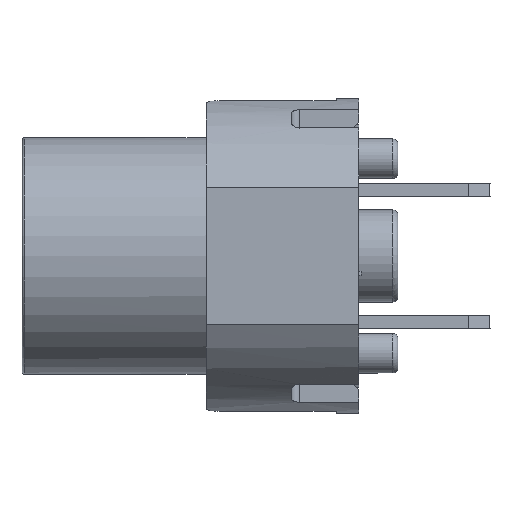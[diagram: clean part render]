
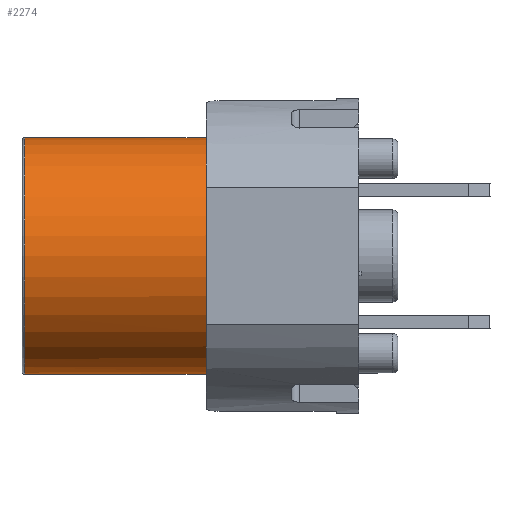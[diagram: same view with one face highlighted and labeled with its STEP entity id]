
A CAD part, left-side view. The second image highlights one B-rep face of the part: STEP entity #2274.
In plain terms, the highlighted cylindrical face has radius 4.5 mm (diameter 9 mm), a full revolution.
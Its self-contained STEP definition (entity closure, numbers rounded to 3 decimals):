
#140=CIRCLE('',#2425,4.5);
#141=CIRCLE('',#2426,4.5);
#142=CIRCLE('',#2427,4.5);
#143=CIRCLE('',#2428,4.5);
#144=CIRCLE('',#2429,4.5);
#298=ORIENTED_EDGE('',*,*,#984,.T.);
#299=ORIENTED_EDGE('',*,*,#985,.T.);
#300=ORIENTED_EDGE('',*,*,#986,.T.);
#301=ORIENTED_EDGE('',*,*,#987,.T.);
#302=ORIENTED_EDGE('',*,*,#988,.T.);
#984=EDGE_CURVE('',#1326,#1327,#140,.T.);
#985=EDGE_CURVE('',#1327,#1328,#141,.T.);
#986=EDGE_CURVE('',#1328,#1329,#142,.T.);
#987=EDGE_CURVE('',#1329,#1326,#143,.T.);
#988=EDGE_CURVE('',#1330,#1330,#144,.T.);
#1326=VERTEX_POINT('',#3434);
#1327=VERTEX_POINT('',#3435);
#1328=VERTEX_POINT('',#3437);
#1329=VERTEX_POINT('',#3439);
#1330=VERTEX_POINT('',#3442);
#1953=EDGE_LOOP('',(#298,#299,#300,#301));
#1954=EDGE_LOOP('',(#302));
#2100=FACE_BOUND('',#1953,.T.);
#2101=FACE_BOUND('',#1954,.T.);
#2246=CYLINDRICAL_SURFACE('',#2424,4.5);
#2274=ADVANCED_FACE('',(#2100,#2101),#2246,.T.);
#2424=AXIS2_PLACEMENT_3D('',#3432,#2667,#2668);
#2425=AXIS2_PLACEMENT_3D('',#3433,#2669,#2670);
#2426=AXIS2_PLACEMENT_3D('',#3436,#2671,#2672);
#2427=AXIS2_PLACEMENT_3D('',#3438,#2673,#2674);
#2428=AXIS2_PLACEMENT_3D('',#3440,#2675,#2676);
#2429=AXIS2_PLACEMENT_3D('',#3441,#2677,#2678);
#2667=DIRECTION('',(0.,-1.,0.));
#2668=DIRECTION('',(-1.,0.,0.));
#2669=DIRECTION('',(0.,1.,0.));
#2670=DIRECTION('',(0.344,0.,0.939));
#2671=DIRECTION('',(0.,1.,0.));
#2672=DIRECTION('',(0.344,0.,-0.939));
#2673=DIRECTION('',(0.,1.,0.));
#2674=DIRECTION('',(-0.344,0.,-0.939));
#2675=DIRECTION('',(0.,1.,0.));
#2676=DIRECTION('',(-0.344,0.,0.939));
#2677=DIRECTION('',(0.,-1.,0.));
#2678=DIRECTION('',(0.344,0.,-0.939));
#3432=CARTESIAN_POINT('',(0.,0.67,0.));
#3433=CARTESIAN_POINT('',(0.,0.67,0.));
#3434=CARTESIAN_POINT('',(1.55,0.67,4.225));
#3435=CARTESIAN_POINT('',(1.55,0.67,-4.225));
#3436=CARTESIAN_POINT('',(0.,0.67,0.));
#3437=CARTESIAN_POINT('',(-1.55,0.67,-4.225));
#3438=CARTESIAN_POINT('',(0.,0.67,0.));
#3439=CARTESIAN_POINT('',(-1.55,0.67,4.225));
#3440=CARTESIAN_POINT('',(0.,0.67,0.));
#3441=CARTESIAN_POINT('',(0.,7.57,0.));
#3442=CARTESIAN_POINT('',(1.55,7.57,-4.225));
